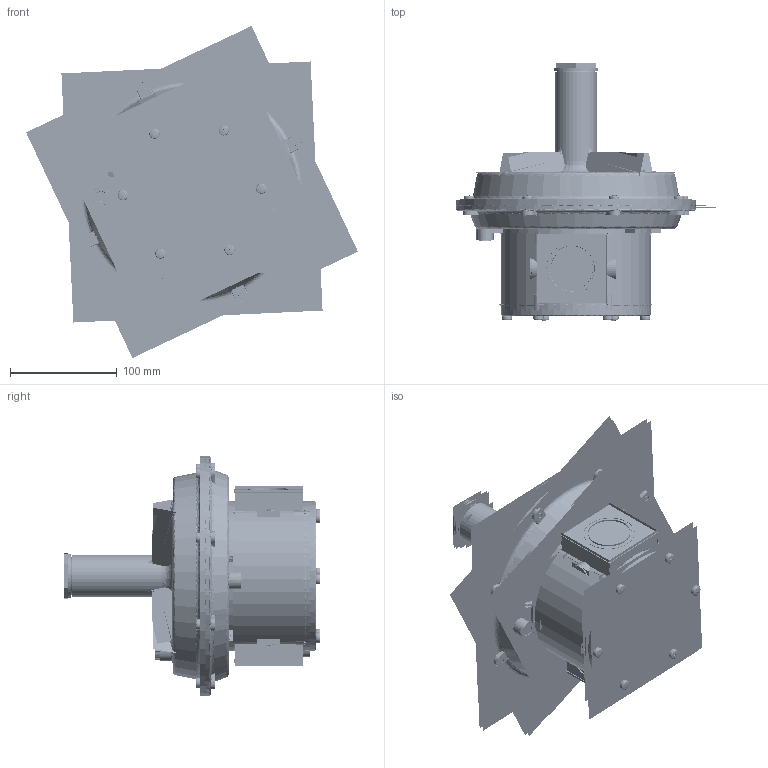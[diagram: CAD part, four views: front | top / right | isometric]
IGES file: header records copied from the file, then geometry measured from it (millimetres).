
Start section:  PTC IGES file: rg05.igs
Global section: file name: rg05.igs; native system: Creo Parametric by Parametric Technology Corporation; preprocessor: 2015030; author: Riccardo; organization: Unknown; date: 20160213.110402; units: millimetre
Bounding box: 311.5 x 241.15 x 311.53 mm (x, y, z)
Surface area: 3014281.7 mm2 (no closed solid volume)
Topology: 0 solids, 0 shells, 6002 faces, 77662 edges, 102280 vertices
Faces by surface type: revolution 4100, bspline 1838, extrusion 64
